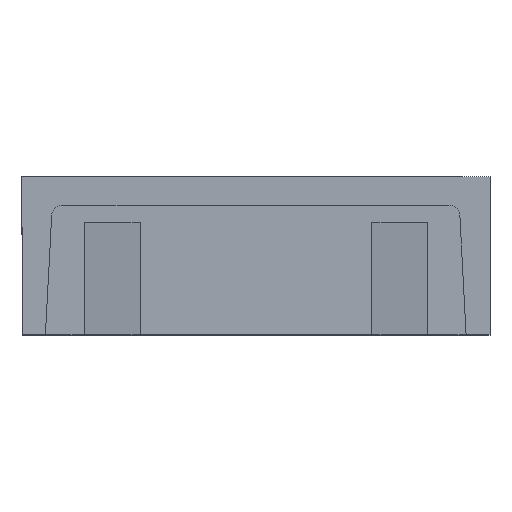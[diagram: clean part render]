
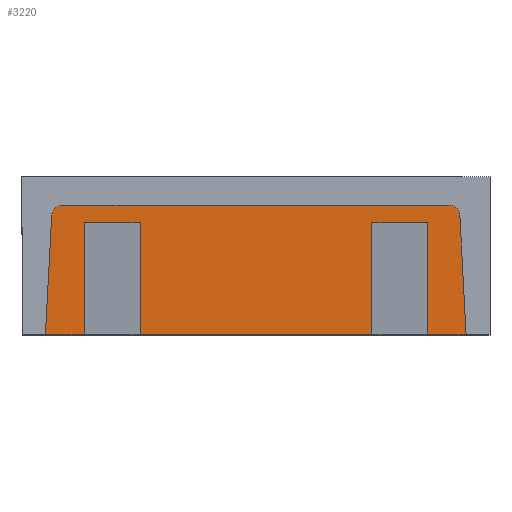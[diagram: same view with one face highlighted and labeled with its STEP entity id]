
A CAD part, top view. The second image highlights one B-rep face of the part: STEP entity #3220.
In plain terms, the highlighted planar face has unit normal (0, 0, 1).
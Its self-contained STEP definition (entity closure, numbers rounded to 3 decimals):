
#3112=AXIS2_PLACEMENT_3D('Circle Axis2P3D',#3110,#3111,$) ;
#3173=AXIS2_PLACEMENT_3D('Plane Axis2P3D',#3170,#3171,#3172) ;
#3191=AXIS2_PLACEMENT_3D('Circle Axis2P3D',#3189,#3190,$) ;
#2841=CARTESIAN_POINT('Line Origine',(1.6,1.99,24.522)) ;
#2845=CARTESIAN_POINT('Vertex',(1.105,1.99,24.522)) ;
#2847=CARTESIAN_POINT('Vertex',(2.095,1.99,24.522)) ;
#2881=CARTESIAN_POINT('Line Origine',(1.105,0.995,24.522)) ;
#2885=CARTESIAN_POINT('Vertex',(1.105,0.,24.522)) ;
#2908=CARTESIAN_POINT('Vertex',(2.095,0.,24.522)) ;
#2911=CARTESIAN_POINT('Line Origine',(2.095,0.995,24.522)) ;
#2922=CARTESIAN_POINT('Line Origine',(6.7,1.99,24.522)) ;
#2926=CARTESIAN_POINT('Vertex',(6.205,1.99,24.522)) ;
#2928=CARTESIAN_POINT('Vertex',(7.195,1.99,24.522)) ;
#2962=CARTESIAN_POINT('Line Origine',(6.205,0.995,24.522)) ;
#2966=CARTESIAN_POINT('Vertex',(6.205,0.,24.522)) ;
#2989=CARTESIAN_POINT('Vertex',(7.195,0.,24.522)) ;
#2992=CARTESIAN_POINT('Line Origine',(7.195,0.995,24.522)) ;
#3100=CARTESIAN_POINT('Vertex',(0.725,2.3,24.522)) ;
#3107=CARTESIAN_POINT('Vertex',(0.526,2.11,24.522)) ;
#3110=CARTESIAN_POINT('Axis2P3D Location',(0.725,2.1,24.522)) ;
#3131=CARTESIAN_POINT('Vertex',(7.565,2.3,24.522)) ;
#3134=CARTESIAN_POINT('Line Origine',(4.145,2.3,24.522)) ;
#3155=CARTESIAN_POINT('Vertex',(0.415,0.,24.522)) ;
#3158=CARTESIAN_POINT('Line Origine',(0.47,1.055,24.522)) ;
#3170=CARTESIAN_POINT('Axis2P3D Location',(1.6,0.,24.522)) ;
#3175=CARTESIAN_POINT('Line Origine',(7.535,0.,24.522)) ;
#3179=CARTESIAN_POINT('Vertex',(7.876,0.,24.522)) ;
#3182=CARTESIAN_POINT('Line Origine',(7.82,1.055,24.522)) ;
#3186=CARTESIAN_POINT('Vertex',(7.765,2.11,24.522)) ;
#3189=CARTESIAN_POINT('Axis2P3D Location',(7.565,2.1,24.522)) ;
#3194=CARTESIAN_POINT('Line Origine',(0.76,0.,24.522)) ;
#3199=CARTESIAN_POINT('Line Origine',(4.15,0.,24.522)) ;
#2842=DIRECTION('Vector Direction',(1.,0.,0.)) ;
#2882=DIRECTION('Vector Direction',(0.,1.,0.)) ;
#2912=DIRECTION('Vector Direction',(0.,1.,0.)) ;
#2923=DIRECTION('Vector Direction',(1.,0.,0.)) ;
#2963=DIRECTION('Vector Direction',(0.,1.,0.)) ;
#2993=DIRECTION('Vector Direction',(0.,1.,0.)) ;
#3111=DIRECTION('Axis2P3D Direction',(0.,0.,1.)) ;
#3135=DIRECTION('Vector Direction',(-1.,0.,0.)) ;
#3159=DIRECTION('Vector Direction',(0.052,0.999,0.)) ;
#3171=DIRECTION('Axis2P3D Direction',(0.,0.,-1.)) ;
#3172=DIRECTION('Axis2P3D XDirection',(0.,1.,0.)) ;
#3176=DIRECTION('Vector Direction',(1.,0.,0.)) ;
#3183=DIRECTION('Vector Direction',(-0.052,0.999,0.)) ;
#3190=DIRECTION('Axis2P3D Direction',(0.,0.,-1.)) ;
#3195=DIRECTION('Vector Direction',(1.,0.,0.)) ;
#3200=DIRECTION('Vector Direction',(1.,0.,0.)) ;
#2843=VECTOR('Line Direction',#2842,1.) ;
#2883=VECTOR('Line Direction',#2882,1.) ;
#2913=VECTOR('Line Direction',#2912,1.) ;
#2924=VECTOR('Line Direction',#2923,1.) ;
#2964=VECTOR('Line Direction',#2963,1.) ;
#2994=VECTOR('Line Direction',#2993,1.) ;
#3136=VECTOR('Line Direction',#3135,1.) ;
#3160=VECTOR('Line Direction',#3159,1.) ;
#3177=VECTOR('Line Direction',#3176,1.) ;
#3184=VECTOR('Line Direction',#3183,1.) ;
#3196=VECTOR('Line Direction',#3195,1.) ;
#3201=VECTOR('Line Direction',#3200,1.) ;
#3205=ORIENTED_EDGE('',*,*,#2968,.T.) ;
#3206=ORIENTED_EDGE('',*,*,#2930,.T.) ;
#3207=ORIENTED_EDGE('',*,*,#2996,.F.) ;
#3208=ORIENTED_EDGE('',*,*,#3181,.T.) ;
#3209=ORIENTED_EDGE('',*,*,#3188,.T.) ;
#3210=ORIENTED_EDGE('',*,*,#3193,.T.) ;
#3211=ORIENTED_EDGE('',*,*,#3138,.T.) ;
#3212=ORIENTED_EDGE('',*,*,#3114,.T.) ;
#3213=ORIENTED_EDGE('',*,*,#3162,.T.) ;
#3214=ORIENTED_EDGE('',*,*,#3198,.T.) ;
#3215=ORIENTED_EDGE('',*,*,#2887,.T.) ;
#3216=ORIENTED_EDGE('',*,*,#2849,.T.) ;
#3217=ORIENTED_EDGE('',*,*,#2915,.F.) ;
#3218=ORIENTED_EDGE('',*,*,#3203,.T.) ;
#3220=ADVANCED_FACE('ZQV_KU',(#3219),#3174,.F.) ;
#3113=CIRCLE('generated circle',#3112,0.2) ;
#3192=CIRCLE('generated circle',#3191,0.2) ;
#2849=EDGE_CURVE('',#2846,#2848,#2844,.T.) ;
#2887=EDGE_CURVE('',#2886,#2846,#2884,.T.) ;
#2915=EDGE_CURVE('',#2909,#2848,#2914,.T.) ;
#2930=EDGE_CURVE('',#2927,#2929,#2925,.T.) ;
#2968=EDGE_CURVE('',#2967,#2927,#2965,.T.) ;
#2996=EDGE_CURVE('',#2990,#2929,#2995,.T.) ;
#3114=EDGE_CURVE('',#3101,#3108,#3113,.T.) ;
#3138=EDGE_CURVE('',#3132,#3101,#3137,.T.) ;
#3162=EDGE_CURVE('',#3108,#3156,#3161,.F.) ;
#3181=EDGE_CURVE('',#2990,#3180,#3178,.T.) ;
#3188=EDGE_CURVE('',#3180,#3187,#3185,.T.) ;
#3193=EDGE_CURVE('',#3187,#3132,#3192,.F.) ;
#3198=EDGE_CURVE('',#3156,#2886,#3197,.T.) ;
#3203=EDGE_CURVE('',#2909,#2967,#3202,.T.) ;
#3204=EDGE_LOOP('',(#3205,#3206,#3207,#3208,#3209,#3210,#3211,#3212,#3213,#3214,#3215,#3216,#3217,#3218)) ;
#3219=FACE_OUTER_BOUND('',#3204,.T.) ;
#2844=LINE('Line',#2841,#2843) ;
#2884=LINE('Line',#2881,#2883) ;
#2914=LINE('Line',#2911,#2913) ;
#2925=LINE('Line',#2922,#2924) ;
#2965=LINE('Line',#2962,#2964) ;
#2995=LINE('Line',#2992,#2994) ;
#3137=LINE('Line',#3134,#3136) ;
#3161=LINE('Line',#3158,#3160) ;
#3178=LINE('Line',#3175,#3177) ;
#3185=LINE('Line',#3182,#3184) ;
#3197=LINE('Line',#3194,#3196) ;
#3202=LINE('Line',#3199,#3201) ;
#3174=PLANE('',#3173) ;
#2846=VERTEX_POINT('',#2845) ;
#2848=VERTEX_POINT('',#2847) ;
#2886=VERTEX_POINT('',#2885) ;
#2909=VERTEX_POINT('',#2908) ;
#2927=VERTEX_POINT('',#2926) ;
#2929=VERTEX_POINT('',#2928) ;
#2967=VERTEX_POINT('',#2966) ;
#2990=VERTEX_POINT('',#2989) ;
#3101=VERTEX_POINT('',#3100) ;
#3108=VERTEX_POINT('',#3107) ;
#3132=VERTEX_POINT('',#3131) ;
#3156=VERTEX_POINT('',#3155) ;
#3180=VERTEX_POINT('',#3179) ;
#3187=VERTEX_POINT('',#3186) ;
